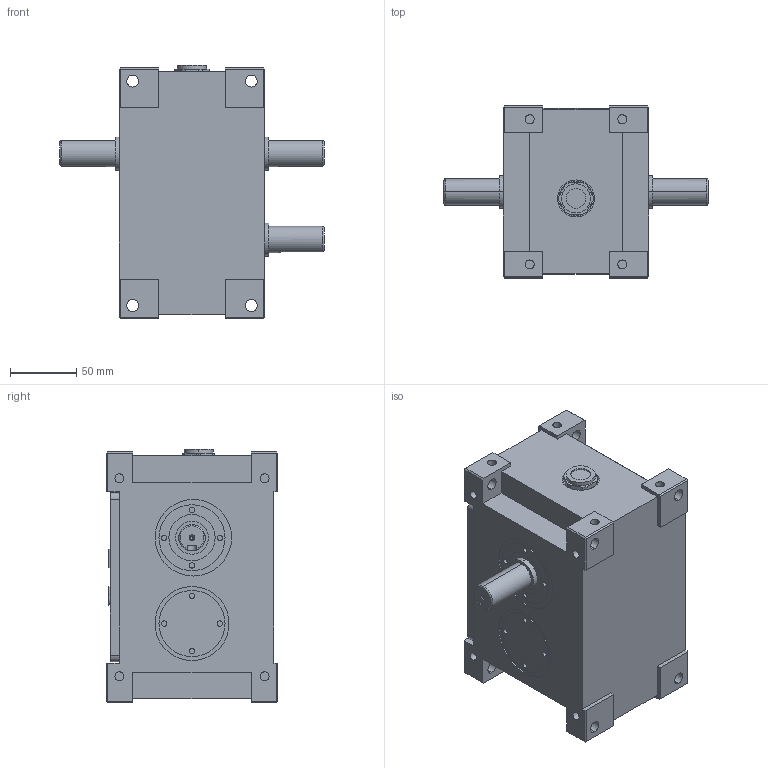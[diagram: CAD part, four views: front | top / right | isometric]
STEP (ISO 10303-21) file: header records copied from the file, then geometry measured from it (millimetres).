
FILE_DESCRIPTION (( 'STEP AP203' ), '1' );
FILE_NAME ('PC065.STEP', '2025-06-20T01:58:11', ( '' ), ( '' ), 'SwSTEP 2.0', 'SolidWorks 2018', '' );
FILE_SCHEMA (( 'CONFIG_CONTROL_DESIGN' ));
Length unit declared in the file: millimetre
Products named in the file (1): PC065
Bounding box: 200 x 130 x 192 mm (x, y, z)
Volume: 2413483.8 mm3; surface area: 147142.1 mm2
Topology: 1 solids, 1 shells, 576 faces, 1410 edges, 924 vertices
Faces by surface type: plane 317, cylinder 161, bspline 82, cone 12, torus 4
Entity records: 21537 total; most frequent: CARTESIAN_POINT 8111, ORIENTED_EDGE 2808, DIRECTION 2558, EDGE_CURVE 1404, VERTEX_POINT 924, LINE 888, VECTOR 888, AXIS2_PLACEMENT_3D 835
